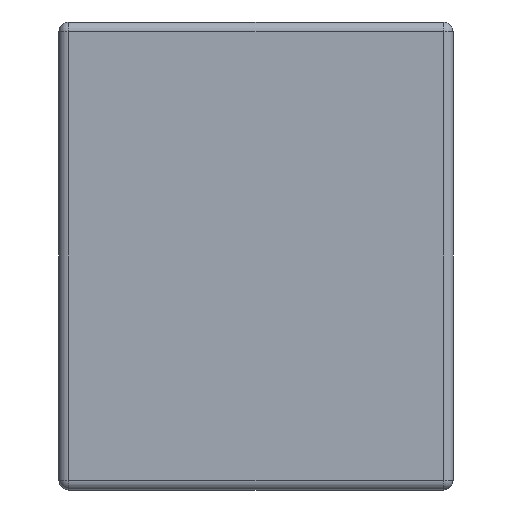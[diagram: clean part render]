
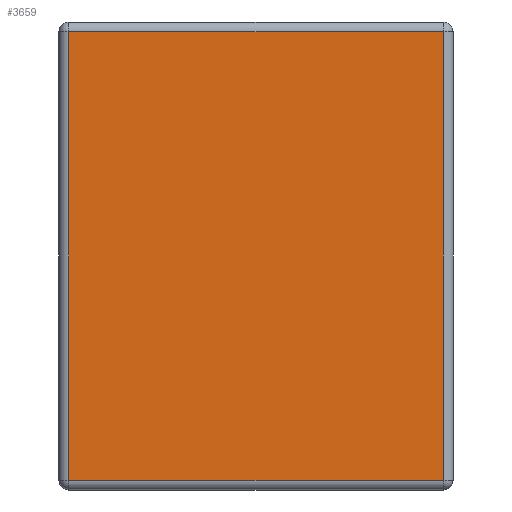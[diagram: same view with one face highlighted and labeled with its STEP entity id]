
A CAD part, left-side view. The second image highlights one B-rep face of the part: STEP entity #3659.
In plain terms, the highlighted planar face has unit normal (-1, 0, 0).
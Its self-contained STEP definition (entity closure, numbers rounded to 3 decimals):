
#118 = DIRECTION ( 'NONE',  ( 0., 0., 1. ) ) ;
#290 = EDGE_CURVE ( 'NONE', #913, #4599, #3868, .T. ) ;
#339 = VECTOR ( 'NONE', #2575, 1000. ) ;
#350 = EDGE_CURVE ( 'NONE', #4599, #712, #2492, .T. ) ;
#403 = DIRECTION ( 'NONE',  ( 0., 0., -1. ) ) ;
#699 = VECTOR ( 'NONE', #403, 1000. ) ;
#712 = VERTEX_POINT ( 'NONE', #1767 ) ;
#719 = FACE_OUTER_BOUND ( 'NONE', #3959, .T. ) ;
#752 = DIRECTION ( 'NONE',  ( -1., 0., 0. ) ) ;
#913 = VERTEX_POINT ( 'NONE', #1118 ) ;
#1118 = CARTESIAN_POINT ( 'NONE',  ( 0., 0.05, -0.05 ) ) ;
#1155 = DIRECTION ( 'NONE',  ( 0., 1., 0. ) ) ;
#1487 = CARTESIAN_POINT ( 'NONE',  ( 0., 1.98, -2.41 ) ) ;
#1543 = CARTESIAN_POINT ( 'NONE',  ( 0., 0.05, -2.36 ) ) ;
#1548 = CARTESIAN_POINT ( 'NONE',  ( 0., 0., -2.36 ) ) ;
#1767 = CARTESIAN_POINT ( 'NONE',  ( 0., 1.98, -2.36 ) ) ;
#1843 = ORIENTED_EDGE ( 'NONE', *, *, #3038, .T. ) ;
#1877 = CARTESIAN_POINT ( 'NONE',  ( 0., 2.03, -0.05 ) ) ;
#2409 = EDGE_CURVE ( 'NONE', #712, #3475, #3015, .T. ) ;
#2492 = LINE ( 'NONE', #1487, #699 ) ;
#2575 = DIRECTION ( 'NONE',  ( 0., -1., 0. ) ) ;
#2693 = AXIS2_PLACEMENT_3D ( 'NONE', #4041, #752, #4009 ) ;
#2699 = VECTOR ( 'NONE', #1155, 1000. ) ;
#2732 = LINE ( 'NONE', #3013, #4677 ) ;
#3013 = CARTESIAN_POINT ( 'NONE',  ( 0., 0.05, 0. ) ) ;
#3015 = LINE ( 'NONE', #1548, #339 ) ;
#3038 = EDGE_CURVE ( 'NONE', #3475, #913, #2732, .T. ) ;
#3396 = ORIENTED_EDGE ( 'NONE', *, *, #290, .T. ) ;
#3475 = VERTEX_POINT ( 'NONE', #1543 ) ;
#3657 = ORIENTED_EDGE ( 'NONE', *, *, #350, .T. ) ;
#3659 = ADVANCED_FACE ( 'NONE', ( #719 ), #3692, .T. ) ;
#3692 = PLANE ( 'NONE',  #2693 ) ;
#3804 = ORIENTED_EDGE ( 'NONE', *, *, #2409, .T. ) ;
#3868 = LINE ( 'NONE', #1877, #2699 ) ;
#3942 = CARTESIAN_POINT ( 'NONE',  ( 0., 1.98, -0.05 ) ) ;
#3959 = EDGE_LOOP ( 'NONE', ( #3804, #1843, #3396, #3657 ) ) ;
#4009 = DIRECTION ( 'NONE',  ( 0., 0., 1. ) ) ;
#4041 = CARTESIAN_POINT ( 'NONE',  ( 0., 0., 0. ) ) ;
#4599 = VERTEX_POINT ( 'NONE', #3942 ) ;
#4677 = VECTOR ( 'NONE', #118, 1000. ) ;
